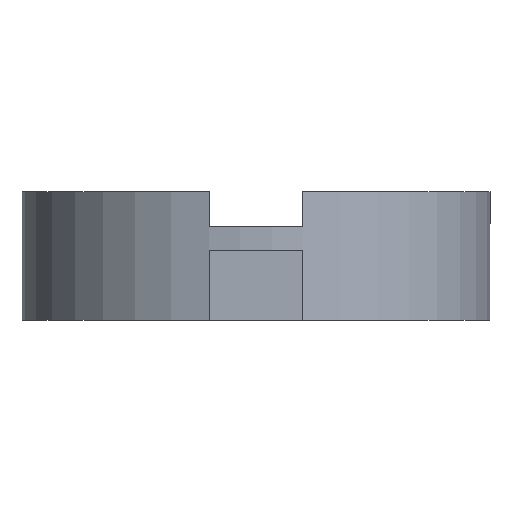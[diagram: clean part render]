
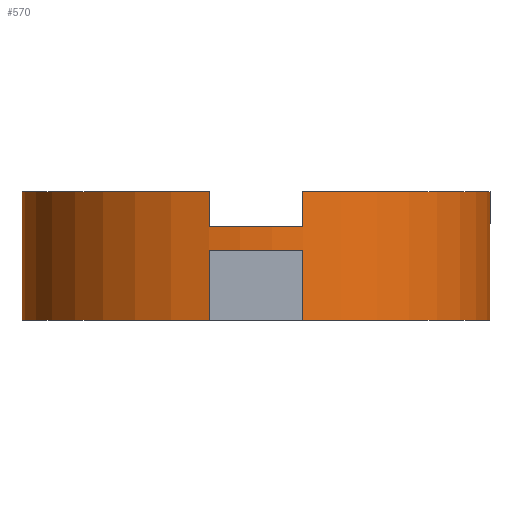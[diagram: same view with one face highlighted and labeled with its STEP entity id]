
A CAD part, front view. The second image highlights one B-rep face of the part: STEP entity #570.
In plain terms, the highlighted cylindrical face has radius 1 mm (diameter 2 mm), a partial arc.
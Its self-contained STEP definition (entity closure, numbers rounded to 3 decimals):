
#2 = ORIENTED_EDGE ( 'NONE', *, *, #271, .T. ) ;
#6 = ORIENTED_EDGE ( 'NONE', *, *, #712, .T. ) ;
#11 = CIRCLE ( 'NONE', #324, 1. ) ;
#12 = VERTEX_POINT ( 'NONE', #286 ) ;
#16 = VERTEX_POINT ( 'NONE', #675 ) ;
#17 = EDGE_CURVE ( 'NONE', #75, #12, #44, .T. ) ;
#25 = DIRECTION ( 'NONE',  ( 1., 0., 0. ) ) ;
#38 = EDGE_CURVE ( 'NONE', #442, #59, #438, .T. ) ;
#40 = AXIS2_PLACEMENT_3D ( 'NONE', #502, #257, #501 ) ;
#44 = LINE ( 'NONE', #610, #452 ) ;
#53 = DIRECTION ( 'NONE',  ( 0., 0., 1. ) ) ;
#59 = VERTEX_POINT ( 'NONE', #546 ) ;
#75 = VERTEX_POINT ( 'NONE', #102 ) ;
#76 = DIRECTION ( 'NONE',  ( 0., 0., -1. ) ) ;
#81 = ORIENTED_EDGE ( 'NONE', *, *, #721, .F. ) ;
#91 = AXIS2_PLACEMENT_3D ( 'NONE', #507, #76, #408 ) ;
#100 = VERTEX_POINT ( 'NONE', #253 ) ;
#102 = CARTESIAN_POINT ( 'NONE',  ( -0.2, -0.98, 0. ) ) ;
#107 = DIRECTION ( 'NONE',  ( 0., 0., 1. ) ) ;
#108 = VECTOR ( 'NONE', #696, 1000. ) ;
#110 = ORIENTED_EDGE ( 'NONE', *, *, #17, .T. ) ;
#118 = AXIS2_PLACEMENT_3D ( 'NONE', #227, #53, #25 ) ;
#156 = AXIS2_PLACEMENT_3D ( 'NONE', #326, #289, #270 ) ;
#159 = EDGE_CURVE ( 'NONE', #16, #170, #461, .T. ) ;
#170 = VERTEX_POINT ( 'NONE', #302 ) ;
#185 = DIRECTION ( 'NONE',  ( 0., 0., -1. ) ) ;
#186 = VERTEX_POINT ( 'NONE', #406 ) ;
#203 = ORIENTED_EDGE ( 'NONE', *, *, #371, .F. ) ;
#211 = CARTESIAN_POINT ( 'NONE',  ( 0.2, -0.98, 0. ) ) ;
#213 = CARTESIAN_POINT ( 'NONE',  ( -1., 0., 0.55 ) ) ;
#214 = VERTEX_POINT ( 'NONE', #352 ) ;
#216 = LINE ( 'NONE', #560, #232 ) ;
#219 = CYLINDRICAL_SURFACE ( 'NONE', #156, 1. ) ;
#227 = CARTESIAN_POINT ( 'NONE',  ( 0., 0., 0.3 ) ) ;
#232 = VECTOR ( 'NONE', #185, 1000. ) ;
#237 = CIRCLE ( 'NONE', #495, 1. ) ;
#247 = ORIENTED_EDGE ( 'NONE', *, *, #683, .F. ) ;
#249 = ORIENTED_EDGE ( 'NONE', *, *, #446, .T. ) ;
#253 = CARTESIAN_POINT ( 'NONE',  ( -1., 0., 0. ) ) ;
#256 = LINE ( 'NONE', #211, #108 ) ;
#257 = DIRECTION ( 'NONE',  ( 0., 0., 1. ) ) ;
#260 = ORIENTED_EDGE ( 'NONE', *, *, #159, .T. ) ;
#265 = CARTESIAN_POINT ( 'NONE',  ( 0.2, -0.98, 0.3 ) ) ;
#270 = DIRECTION ( 'NONE',  ( 1., 0., 0. ) ) ;
#271 = EDGE_CURVE ( 'NONE', #100, #75, #11, .T. ) ;
#273 = ORIENTED_EDGE ( 'NONE', *, *, #303, .F. ) ;
#275 = DIRECTION ( 'NONE',  ( 0., 0., 1. ) ) ;
#276 = CARTESIAN_POINT ( 'NONE',  ( 1., 0., 0. ) ) ;
#279 = DIRECTION ( 'NONE',  ( 0., 0., 1. ) ) ;
#286 = CARTESIAN_POINT ( 'NONE',  ( -0.2, -0.98, 0.3 ) ) ;
#289 = DIRECTION ( 'NONE',  ( 0., 0., 1. ) ) ;
#302 = CARTESIAN_POINT ( 'NONE',  ( -0.2, -0.98, 0.4 ) ) ;
#303 = EDGE_CURVE ( 'NONE', #16, #214, #435, .T. ) ;
#319 = DIRECTION ( 'NONE',  ( 0., 0., 1. ) ) ;
#324 = AXIS2_PLACEMENT_3D ( 'NONE', #663, #319, #532 ) ;
#326 = CARTESIAN_POINT ( 'NONE',  ( 0., 0., 0. ) ) ;
#327 = DIRECTION ( 'NONE',  ( 0., 0., 1. ) ) ;
#331 = VERTEX_POINT ( 'NONE', #265 ) ;
#352 = CARTESIAN_POINT ( 'NONE',  ( 0.2, -0.98, 0.55 ) ) ;
#365 = VECTOR ( 'NONE', #107, 1000. ) ;
#371 = EDGE_CURVE ( 'NONE', #100, #397, #387, .T. ) ;
#374 = ORIENTED_EDGE ( 'NONE', *, *, #578, .F. ) ;
#385 = EDGE_CURVE ( 'NONE', #214, #59, #692, .T. ) ;
#386 = AXIS2_PLACEMENT_3D ( 'NONE', #600, #275, #671 ) ;
#387 = LINE ( 'NONE', #599, #412 ) ;
#397 = VERTEX_POINT ( 'NONE', #213 ) ;
#406 = CARTESIAN_POINT ( 'NONE',  ( 0.2, -0.98, 0. ) ) ;
#408 = DIRECTION ( 'NONE',  ( 1., 0., 0. ) ) ;
#412 = VECTOR ( 'NONE', #327, 1000. ) ;
#435 = LINE ( 'NONE', #472, #679 ) ;
#438 = LINE ( 'NONE', #732, #365 ) ;
#442 = VERTEX_POINT ( 'NONE', #276 ) ;
#446 = EDGE_CURVE ( 'NONE', #186, #442, #237, .T. ) ;
#450 = FACE_OUTER_BOUND ( 'NONE', #713, .T. ) ;
#452 = VECTOR ( 'NONE', #601, 1000. ) ;
#453 = CARTESIAN_POINT ( 'NONE',  ( -0.2, -0.98, 0.55 ) ) ;
#456 = ORIENTED_EDGE ( 'NONE', *, *, #38, .T. ) ;
#461 = CIRCLE ( 'NONE', #91, 1. ) ;
#472 = CARTESIAN_POINT ( 'NONE',  ( 0.2, -0.98, 0. ) ) ;
#495 = AXIS2_PLACEMENT_3D ( 'NONE', #607, #279, #677 ) ;
#501 = DIRECTION ( 'NONE',  ( 1., 0., 0. ) ) ;
#502 = CARTESIAN_POINT ( 'NONE',  ( 0., 0., 0.55 ) ) ;
#507 = CARTESIAN_POINT ( 'NONE',  ( 0., 0., 0.4 ) ) ;
#532 = DIRECTION ( 'NONE',  ( 1., 0., 0. ) ) ;
#546 = CARTESIAN_POINT ( 'NONE',  ( 1., 0., 0.55 ) ) ;
#547 = CIRCLE ( 'NONE', #118, 1. ) ;
#550 = ORIENTED_EDGE ( 'NONE', *, *, #385, .F. ) ;
#560 = CARTESIAN_POINT ( 'NONE',  ( -0.2, -0.98, 0. ) ) ;
#570 = ADVANCED_FACE ( 'NONE', ( #450 ), #219, .T. ) ;
#578 = EDGE_CURVE ( 'NONE', #669, #170, #216, .T. ) ;
#599 = CARTESIAN_POINT ( 'NONE',  ( -1., 0., 0. ) ) ;
#600 = CARTESIAN_POINT ( 'NONE',  ( 0., 0., 0.55 ) ) ;
#601 = DIRECTION ( 'NONE',  ( 0., 0., 1. ) ) ;
#607 = CARTESIAN_POINT ( 'NONE',  ( 0., 0., 0. ) ) ;
#610 = CARTESIAN_POINT ( 'NONE',  ( -0.2, -0.98, 0. ) ) ;
#616 = CIRCLE ( 'NONE', #40, 1. ) ;
#663 = CARTESIAN_POINT ( 'NONE',  ( 0., 0., 0. ) ) ;
#669 = VERTEX_POINT ( 'NONE', #453 ) ;
#671 = DIRECTION ( 'NONE',  ( 1., 0., 0. ) ) ;
#675 = CARTESIAN_POINT ( 'NONE',  ( 0.2, -0.98, 0.4 ) ) ;
#677 = DIRECTION ( 'NONE',  ( 1., 0., 0. ) ) ;
#679 = VECTOR ( 'NONE', #726, 1000. ) ;
#683 = EDGE_CURVE ( 'NONE', #397, #669, #616, .T. ) ;
#692 = CIRCLE ( 'NONE', #386, 1. ) ;
#696 = DIRECTION ( 'NONE',  ( 0., 0., 1. ) ) ;
#712 = EDGE_CURVE ( 'NONE', #12, #331, #547, .T. ) ;
#713 = EDGE_LOOP ( 'NONE', ( #203, #2, #110, #6, #81, #249, #456, #550, #273, #260, #374, #247 ) ) ;
#721 = EDGE_CURVE ( 'NONE', #186, #331, #256, .T. ) ;
#726 = DIRECTION ( 'NONE',  ( 0., 0., 1. ) ) ;
#732 = CARTESIAN_POINT ( 'NONE',  ( 1., 0., 0. ) ) ;
